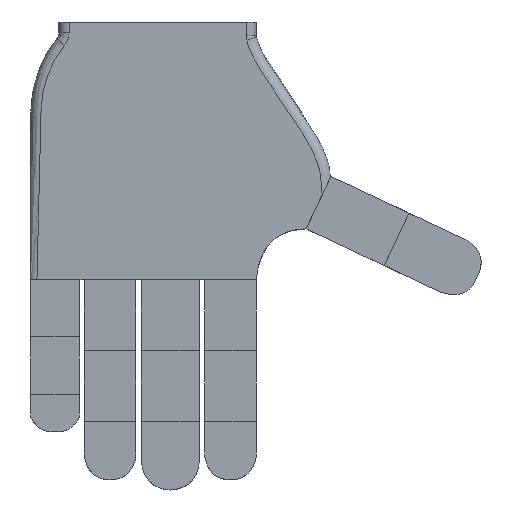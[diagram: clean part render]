
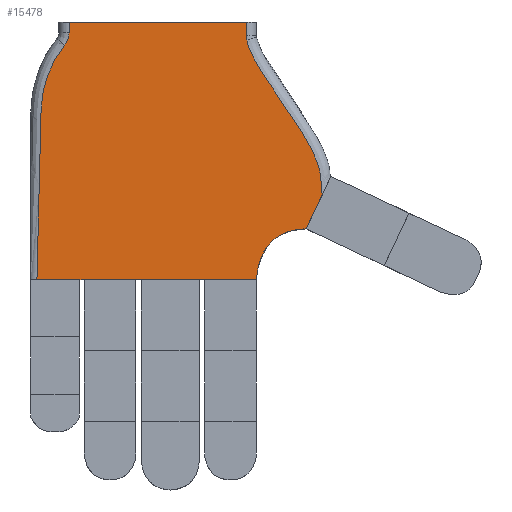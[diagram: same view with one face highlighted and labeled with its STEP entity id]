
A CAD part, front view. The second image highlights one B-rep face of the part: STEP entity #15478.
In plain terms, the highlighted free-form (B-spline) face has degree [1, 1] with [2, 2] control points.
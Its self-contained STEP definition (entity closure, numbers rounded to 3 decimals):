
#15250 = EDGE_CURVE('',#15251,#15253,#15255,.T.);
#15251 = VERTEX_POINT('',#15252);
#15252 = CARTESIAN_POINT('',(66.278,-3.756,
    21.558));
#15253 = VERTEX_POINT('',#15254);
#15254 = CARTESIAN_POINT('',(-5.254,-3.756,
    21.558));
#15255 = B_SPLINE_CURVE_WITH_KNOTS('',1,(#15256,#15257),.UNSPECIFIED.,
  .F.,.F.,(2,2),(-88.9,-2.402),.PIECEWISE_BEZIER_KNOTS.);
#15256 = CARTESIAN_POINT('',(66.278,-3.756,
    21.558));
#15257 = CARTESIAN_POINT('',(-5.254,-3.756,
    21.558));
#15430 = EDGE_CURVE('',#15431,#15433,#15435,.T.);
#15431 = VERTEX_POINT('',#15432);
#15432 = CARTESIAN_POINT('',(5.214,-3.756,
    105.58));
#15433 = VERTEX_POINT('',#15434);
#15434 = CARTESIAN_POINT('',(62.97,-3.756,
    105.58));
#15435 = B_SPLINE_CURVE_WITH_KNOTS('',1,(#15436,#15437),.UNSPECIFIED.,
  .F.,.F.,(2,2),(15.06,84.9),.PIECEWISE_BEZIER_KNOTS.);
#15436 = CARTESIAN_POINT('',(5.214,-3.756,
    105.58));
#15437 = CARTESIAN_POINT('',(62.97,-3.756,
    105.58));
#15478 = ADVANCED_FACE('',(#15479),#15588,.F.);
#15479 = FACE_BOUND('',#15480,.T.);
#15480 = EDGE_LOOP('',(#15481,#15491,#15496,#15497,#15504,#15512,#15536,
    #15537,#15545,#15552));
#15481 = ORIENTED_EDGE('',*,*,#15482,.F.);
#15482 = EDGE_CURVE('',#15483,#15485,#15487,.T.);
#15483 = VERTEX_POINT('',#15484);
#15484 = CARTESIAN_POINT('',(62.97,-3.756,
    101.313));
#15485 = VERTEX_POINT('',#15486);
#15486 = CARTESIAN_POINT('',(63.167,-3.756,
    99.711));
#15487 = ( BOUNDED_CURVE() B_SPLINE_CURVE(2,(#15488,#15489,#15490),
.UNSPECIFIED.,.F.,.F.) B_SPLINE_CURVE_WITH_KNOTS((3,3),(1.571,
1.815),.PIECEWISE_BEZIER_KNOTS.) CURVE() 
GEOMETRIC_REPRESENTATION_ITEM() RATIONAL_B_SPLINE_CURVE((1.,
0.993,1.)) REPRESENTATION_ITEM('') );
#15488 = CARTESIAN_POINT('',(62.97,-3.756,
    101.313));
#15489 = CARTESIAN_POINT('',(62.97,-3.756,
    100.5));
#15490 = CARTESIAN_POINT('',(63.167,-3.756,
    99.711));
#15491 = ORIENTED_EDGE('',*,*,#15492,.T.);
#15492 = EDGE_CURVE('',#15483,#15433,#15493,.T.);
#15493 = B_SPLINE_CURVE_WITH_KNOTS('',1,(#15494,#15495),.UNSPECIFIED.,
  .F.,.F.,(2,2),(45.64,50.8),.PIECEWISE_BEZIER_KNOTS.);
#15494 = CARTESIAN_POINT('',(62.97,-3.756,
    101.313));
#15495 = CARTESIAN_POINT('',(62.97,-3.756,
    105.58));
#15496 = ORIENTED_EDGE('',*,*,#15430,.F.);
#15497 = ORIENTED_EDGE('',*,*,#15498,.T.);
#15498 = EDGE_CURVE('',#15431,#15499,#15501,.T.);
#15499 = VERTEX_POINT('',#15500);
#15500 = CARTESIAN_POINT('',(5.214,-3.756,
    102.116));
#15501 = B_SPLINE_CURVE_WITH_KNOTS('',1,(#15502,#15503),.UNSPECIFIED.,
  .F.,.F.,(2,2),(-50.8,-46.611),.PIECEWISE_BEZIER_KNOTS.);
#15502 = CARTESIAN_POINT('',(5.214,-3.756,
    105.58));
#15503 = CARTESIAN_POINT('',(5.214,-3.756,
    102.116));
#15504 = ORIENTED_EDGE('',*,*,#15505,.F.);
#15505 = EDGE_CURVE('',#15506,#15499,#15508,.T.);
#15506 = VERTEX_POINT('',#15507);
#15507 = CARTESIAN_POINT('',(3.766,-3.756,
    97.986));
#15508 = ( BOUNDED_CURVE() B_SPLINE_CURVE(2,(#15509,#15510,#15511),
.UNSPECIFIED.,.F.,.F.) B_SPLINE_CURVE_WITH_KNOTS((3,3),(4.038,
4.712),.PIECEWISE_BEZIER_KNOTS.) CURVE() 
GEOMETRIC_REPRESENTATION_ITEM() RATIONAL_B_SPLINE_CURVE((1.,
0.944,1.)) REPRESENTATION_ITEM('') );
#15509 = CARTESIAN_POINT('',(3.766,-3.756,
    97.986));
#15510 = CARTESIAN_POINT('',(5.214,-3.756,
    99.797));
#15511 = CARTESIAN_POINT('',(5.214,-3.756,
    102.116));
#15512 = ORIENTED_EDGE('',*,*,#15513,.T.);
#15513 = EDGE_CURVE('',#15506,#15253,#15514,.T.);
#15514 = B_SPLINE_CURVE_WITH_KNOTS('',3,(#15515,#15516,#15517,#15518,
    #15519,#15520,#15521,#15522,#15523,#15524,#15525,#15526,#15527,
    #15528,#15529,#15530,#15531,#15532,#15533,#15534,#15535),
  .UNSPECIFIED.,.F.,.F.,(4,2,2,1,2,2,2,2,2,1,1,4),(0.,0.012
    ,0.015,0.018,0.02,
    0.023,0.026,0.028,
    0.029,0.035,0.047,
    0.094),.UNSPECIFIED.);
#15515 = CARTESIAN_POINT('',(3.766,-3.756,
    97.986));
#15516 = CARTESIAN_POINT('',(1.726,-3.756,
    95.432));
#15517 = CARTESIAN_POINT('',(0.066,-3.756,
    92.662));
#15518 = CARTESIAN_POINT('',(-1.494,-3.756,
    88.907));
#15519 = CARTESIAN_POINT('',(-1.781,-3.756,
    88.14));
#15520 = CARTESIAN_POINT('',(-2.298,-3.756,
    86.593));
#15521 = CARTESIAN_POINT('',(-2.758,-3.756,
    85.032));
#15522 = CARTESIAN_POINT('',(-3.11,-3.756,
    83.445));
#15523 = CARTESIAN_POINT('',(-3.411,-3.756,
    81.845));
#15524 = CARTESIAN_POINT('',(-3.536,-3.756,
    81.037));
#15525 = CARTESIAN_POINT('',(-3.735,-3.756,
    79.416));
#15526 = CARTESIAN_POINT('',(-3.809,-3.756,
    78.604));
#15527 = CARTESIAN_POINT('',(-3.886,-3.756,
    77.384));
#15528 = CARTESIAN_POINT('',(-3.906,-3.756,
    76.978));
#15529 = CARTESIAN_POINT('',(-3.934,-3.756,
    76.163));
#15530 = CARTESIAN_POINT('',(-3.942,-3.756,
    75.755));
#15531 = CARTESIAN_POINT('',(-3.992,-3.756,
    73.718));
#15532 = CARTESIAN_POINT('',(-4.11,-3.756,
    68.828));
#15533 = CARTESIAN_POINT('',(-4.544,-3.756,
    50.898));
#15534 = CARTESIAN_POINT('',(-4.939,-3.756,
    34.598));
#15535 = CARTESIAN_POINT('',(-5.254,-3.756,
    21.558));
#15536 = ORIENTED_EDGE('',*,*,#15250,.F.);
#15537 = ORIENTED_EDGE('',*,*,#15538,.T.);
#15538 = EDGE_CURVE('',#15251,#15539,#15541,.T.);
#15539 = VERTEX_POINT('',#15540);
#15540 = CARTESIAN_POINT('',(82.577,-3.756,
    38.111));
#15541 = B_SPLINE_CURVE_WITH_KNOTS('',2,(#15542,#15543,#15544),
  .UNSPECIFIED.,.F.,.F.,(3,3),(0.,1.),.PIECEWISE_BEZIER_KNOTS.);
#15542 = CARTESIAN_POINT('',(66.278,-3.756,
    21.558));
#15543 = CARTESIAN_POINT('',(67.727,-3.756,
    37.697));
#15544 = CARTESIAN_POINT('',(82.577,-3.756,
    38.111));
#15545 = ORIENTED_EDGE('',*,*,#15546,.T.);
#15546 = EDGE_CURVE('',#15539,#15547,#15549,.T.);
#15547 = VERTEX_POINT('',#15548);
#15548 = CARTESIAN_POINT('',(87.762,-3.756,
    49.129));
#15549 = B_SPLINE_CURVE_WITH_KNOTS('',1,(#15550,#15551),.UNSPECIFIED.,
  .F.,.F.,(2,2),(-0.536,14.189),
  .PIECEWISE_BEZIER_KNOTS.);
#15550 = CARTESIAN_POINT('',(82.577,-3.756,
    38.111));
#15551 = CARTESIAN_POINT('',(87.762,-3.756,
    49.129));
#15552 = ORIENTED_EDGE('',*,*,#15553,.T.);
#15553 = EDGE_CURVE('',#15547,#15485,#15554,.T.);
#15554 = B_SPLINE_CURVE_WITH_KNOTS('',3,(#15555,#15556,#15557,#15558,
    #15559,#15560,#15561,#15562,#15563,#15564,#15565,#15566,#15567,
    #15568,#15569,#15570,#15571,#15572,#15573,#15574,#15575,#15576,
    #15577,#15578,#15579,#15580,#15581,#15582,#15583,#15584,#15585,
    #15586,#15587),.UNSPECIFIED.,.F.,.F.,(4,1,2,2,2,2,2,2,2,2,2,2,2,2,2,
    2,4),(0.,0.004,0.006,0.007,
    0.008,0.013,0.015,
    0.017,0.021,0.025,
    0.034,0.042,0.051,
    0.055,0.059,0.064,
    0.068),.UNSPECIFIED.);
#15555 = CARTESIAN_POINT('',(87.762,-3.756,
    49.129));
#15556 = CARTESIAN_POINT('',(87.675,-3.756,
    50.302));
#15557 = CARTESIAN_POINT('',(87.544,-3.756,
    52.061));
#15558 = CARTESIAN_POINT('',(87.413,-3.756,
    53.821));
#15559 = CARTESIAN_POINT('',(87.348,-3.756,
    54.7));
#15560 = CARTESIAN_POINT('',(87.329,-3.756,
    54.994));
#15561 = CARTESIAN_POINT('',(87.272,-3.756,
    55.578));
#15562 = CARTESIAN_POINT('',(87.234,-3.756,
    55.868));
#15563 = CARTESIAN_POINT('',(87.003,-3.756,
    57.31));
#15564 = CARTESIAN_POINT('',(86.694,-3.756,
    58.44));
#15565 = CARTESIAN_POINT('',(86.12,-3.756,
    60.114));
#15566 = CARTESIAN_POINT('',(85.909,-3.756,
    60.668));
#15567 = CARTESIAN_POINT('',(85.456,-3.756,
    61.77));
#15568 = CARTESIAN_POINT('',(85.214,-3.756,
    62.319));
#15569 = CARTESIAN_POINT('',(84.454,-3.756,
    63.947));
#15570 = CARTESIAN_POINT('',(83.904,-3.756,
    65.007));
#15571 = CARTESIAN_POINT('',(82.75,-3.756,
    67.093));
#15572 = CARTESIAN_POINT('',(82.146,-3.756,
    68.119));
#15573 = CARTESIAN_POINT('',(80.276,-3.756,
    71.164));
#15574 = CARTESIAN_POINT('',(78.956,-3.756,
    73.15));
#15575 = CARTESIAN_POINT('',(76.265,-3.756,
    77.09));
#15576 = CARTESIAN_POINT('',(74.892,-3.756,
    79.043));
#15577 = CARTESIAN_POINT('',(72.165,-3.756,
    82.961));
#15578 = CARTESIAN_POINT('',(70.809,-3.756,
    84.925));
#15579 = CARTESIAN_POINT('',(68.856,-3.756,
    87.924));
#15580 = CARTESIAN_POINT('',(68.219,-3.756,
    88.932));
#15581 = CARTESIAN_POINT('',(66.989,-3.756,
    90.978));
#15582 = CARTESIAN_POINT('',(66.396,-3.756,
    92.015));
#15583 = CARTESIAN_POINT('',(65.281,-3.756,
    94.136));
#15584 = CARTESIAN_POINT('',(64.763,-3.756,
    95.213));
#15585 = CARTESIAN_POINT('',(63.852,-3.756,
    97.417));
#15586 = CARTESIAN_POINT('',(63.458,-3.756,
    98.543));
#15587 = CARTESIAN_POINT('',(63.167,-3.756,
    99.711));
#15588 = B_SPLINE_SURFACE_WITH_KNOTS('',1,1,(
    (#15589,#15590)
    ,(#15591,#15592
  )),.UNSPECIFIED.,.F.,.F.,.F.,(2,2),(2,2),(-50.8,50.8),(-42.048
    ,70.428),.PIECEWISE_BEZIER_KNOTS.);
#15589 = CARTESIAN_POINT('',(-5.254,-3.756,
    21.558));
#15590 = CARTESIAN_POINT('',(87.762,-3.756,
    21.558));
#15591 = CARTESIAN_POINT('',(-5.254,-3.756,
    105.58));
#15592 = CARTESIAN_POINT('',(87.762,-3.756,
    105.58));
